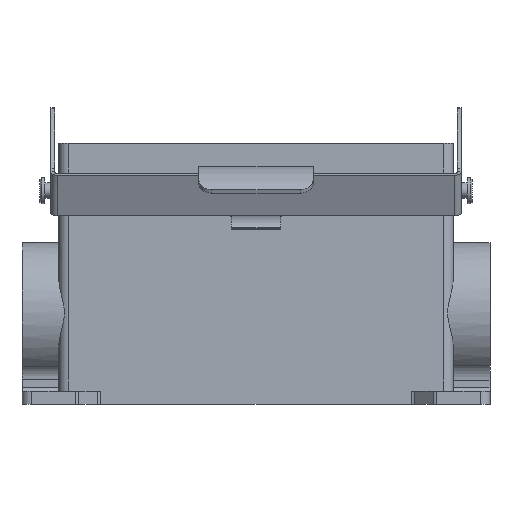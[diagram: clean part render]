
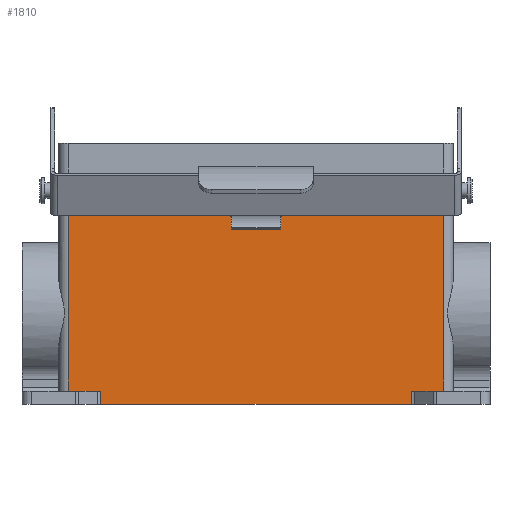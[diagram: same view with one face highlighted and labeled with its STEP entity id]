
A CAD part, top view. The second image highlights one B-rep face of the part: STEP entity #1810.
In plain terms, the highlighted planar face has unit normal (0, 0, 1).
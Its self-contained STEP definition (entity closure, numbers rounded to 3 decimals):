
#638 = AXIS2_PLACEMENT_3D ( 'NONE', #6474, #6473, #6472 ) ;
#653 = VECTOR ( 'NONE', #5660, 1000. ) ;
#1345 = VERTEX_POINT ( 'NONE', #3944 ) ;
#1353 = VERTEX_POINT ( 'NONE', #3936 ) ;
#1363 = VERTEX_POINT ( 'NONE', #3920 ) ;
#1370 = VERTEX_POINT ( 'NONE', #3870 ) ;
#1407 = VERTEX_POINT ( 'NONE', #3824 ) ;
#1408 = VERTEX_POINT ( 'NONE', #3822 ) ;
#1421 = VERTEX_POINT ( 'NONE', #3808 ) ;
#1427 = VERTEX_POINT ( 'NONE', #3800 ) ;
#1585 = EDGE_CURVE ( 'NONE', #1421, #1427, #2621, .T. ) ;
#1605 = EDGE_CURVE ( 'NONE', #1407, #1408, #2631, .T. ) ;
#1754 = EDGE_CURVE ( 'NONE', #1408, #1370, #7263, .T. ) ;
#1755 = EDGE_CURVE ( 'NONE', #1353, #1345, #7264, .T. ) ;
#1756 = EDGE_CURVE ( 'NONE', #1345, #1427, #7265, .T. ) ;
#1757 = EDGE_CURVE ( 'NONE', #1363, #1421, #7266, .T. ) ;
#1759 = EDGE_CURVE ( 'NONE', #1353, #1407, #7267, .T. ) ;
#1786 = EDGE_CURVE ( 'NONE', #1363, #1370, #7280, .T. ) ;
#1810 = ADVANCED_FACE ( 'NONE', ( #7293 ), #6476, .F. ) ;
#2404 = VECTOR ( 'NONE', #3548, 1000. ) ;
#2445 = VECTOR ( 'NONE', #3609, 1000. ) ;
#2621 = LINE ( 'NONE', #3610, #2445 ) ;
#2631 = LINE ( 'NONE', #3549, #2404 ) ;
#3548 = DIRECTION ( 'NONE',  ( 1., 0., 0. ) ) ;
#3549 = CARTESIAN_POINT ( 'NONE',  ( 14.25, 4., -6.75 ) ) ;
#3609 = DIRECTION ( 'NONE',  ( 1., 0., 0. ) ) ;
#3610 = CARTESIAN_POINT ( 'NONE',  ( 14.25, 4., -6.75 ) ) ;
#3800 = CARTESIAN_POINT ( 'NONE',  ( 129.25, 4., -6.75 ) ) ;
#3808 = CARTESIAN_POINT ( 'NONE',  ( 119.362, 4., -6.75 ) ) ;
#3822 = CARTESIAN_POINT ( 'NONE',  ( 24.138, 4., -6.75 ) ) ;
#3824 = CARTESIAN_POINT ( 'NONE',  ( 14.25, 4., -6.75 ) ) ;
#3870 = CARTESIAN_POINT ( 'NONE',  ( 24.138, 0., -6.75 ) ) ;
#3920 = CARTESIAN_POINT ( 'NONE',  ( 119.362, 0., -6.75 ) ) ;
#3936 = CARTESIAN_POINT ( 'NONE',  ( 14.25, 70.5, -6.75 ) ) ;
#3944 = CARTESIAN_POINT ( 'NONE',  ( 129.25, 70.5, -6.75 ) ) ;
#5189 = ORIENTED_EDGE ( 'NONE', *, *, #1605, .T. ) ;
#5190 = ORIENTED_EDGE ( 'NONE', *, *, #1754, .T. ) ;
#5191 = ORIENTED_EDGE ( 'NONE', *, *, #1755, .F. ) ;
#5192 = ORIENTED_EDGE ( 'NONE', *, *, #1759, .T. ) ;
#5193 = ORIENTED_EDGE ( 'NONE', *, *, #1756, .F. ) ;
#5194 = ORIENTED_EDGE ( 'NONE', *, *, #1757, .T. ) ;
#5195 = ORIENTED_EDGE ( 'NONE', *, *, #1585, .T. ) ;
#5197 = ORIENTED_EDGE ( 'NONE', *, *, #1786, .F. ) ;
#5660 = DIRECTION ( 'NONE',  ( -1., 0., 0. ) ) ;
#5663 = CARTESIAN_POINT ( 'NONE',  ( 23.5, 0., -6.75 ) ) ;
#6238 = DIRECTION ( 'NONE',  ( 0., -1., 0. ) ) ;
#6242 = CARTESIAN_POINT ( 'NONE',  ( 14.25, 70.5, -6.75 ) ) ;
#6254 = DIRECTION ( 'NONE',  ( 0., 1., 0. ) ) ;
#6256 = CARTESIAN_POINT ( 'NONE',  ( 119.362, 4., -6.75 ) ) ;
#6260 = DIRECTION ( 'NONE',  ( 0., -1., 0. ) ) ;
#6263 = CARTESIAN_POINT ( 'NONE',  ( 129.25, 70.5, -6.75 ) ) ;
#6270 = DIRECTION ( 'NONE',  ( 1., 0., 0. ) ) ;
#6274 = CARTESIAN_POINT ( 'NONE',  ( 14.25, 70.5, -6.75 ) ) ;
#6278 = DIRECTION ( 'NONE',  ( 0., -1., 0. ) ) ;
#6280 = CARTESIAN_POINT ( 'NONE',  ( 24.138, 0., -6.75 ) ) ;
#6472 = DIRECTION ( 'NONE',  ( -1., 0., 0. ) ) ;
#6473 = DIRECTION ( 'NONE',  ( 0., 0., -1. ) ) ;
#6474 = CARTESIAN_POINT ( 'NONE',  ( 14.25, 70.5, -6.75 ) ) ;
#6476 = PLANE ( 'NONE',  #638 ) ;
#6679 = EDGE_LOOP ( 'NONE', ( #5197, #5194, #5195, #5193, #5191, #5192, #5189, #5190 ) ) ;
#7096 = VECTOR ( 'NONE', #6238, 1000. ) ;
#7100 = VECTOR ( 'NONE', #6254, 1000. ) ;
#7101 = VECTOR ( 'NONE', #6260, 1000. ) ;
#7104 = VECTOR ( 'NONE', #6270, 1000. ) ;
#7106 = VECTOR ( 'NONE', #6278, 1000. ) ;
#7263 = LINE ( 'NONE', #6280, #7106 ) ;
#7264 = LINE ( 'NONE', #6274, #7104 ) ;
#7265 = LINE ( 'NONE', #6263, #7101 ) ;
#7266 = LINE ( 'NONE', #6256, #7100 ) ;
#7267 = LINE ( 'NONE', #6242, #7096 ) ;
#7280 = LINE ( 'NONE', #5663, #653 ) ;
#7293 = FACE_OUTER_BOUND ( 'NONE', #6679, .T. ) ;
